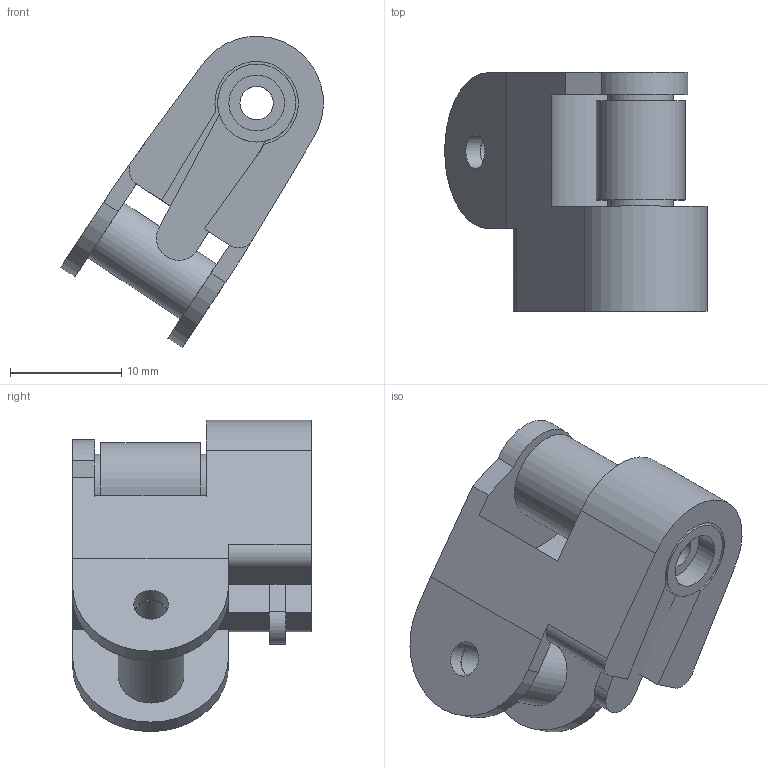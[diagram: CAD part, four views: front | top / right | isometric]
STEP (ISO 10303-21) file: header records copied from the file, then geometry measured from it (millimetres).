
FILE_DESCRIPTION(/* description */ (''),/* implementation_level */ '2;1');
FILE_NAME(/* name */ 'servo_joint2.step',/* time_stamp */ '2025-05-29T20:00:11+07:00',/* author */ (''),/* organization */ (''),/* preprocessor_version */ 'ST-DEVELOPER v20.1',/* originating_system */ 'Autodesk Translation Framework v14.10.0.0',/* authorisation */ '');
FILE_SCHEMA (('AUTOMOTIVE_DESIGN { 1 0 10303 214 3 1 1 }'));
Length unit declared in the file: millimetre
Products named in the file (7): full_V4_doraemon_hand_fix; bush; inner; servo_joint; mounts; bush v1; outer
Assembly tree (6 placements, depth 3):
  full_V4_doraemon_hand_fix
    bush
      inner
    servo_joint
      mounts
    bush v1
      outer
Bounding box: 23.59 x 21.45 x 27.95 mm (x, y, z)
Volume: 3171.4 mm3; surface area: 3827.1 mm2
Topology: 4 solids, 4 shells, 52 faces, 126 edges, 84 vertices
Faces by surface type: plane 30, cylinder 22
Full cylindrical faces by diameter (mm): 3 x3, 3.1 x2, 5 x2, 5.9 x2, 6 x1, 7 x1, 8 x1
Entity records: 1742 total; most frequent: DIRECTION 302, CARTESIAN_POINT 275, ORIENTED_EDGE 252, EDGE_CURVE 126, AXIS2_PLACEMENT_3D 111, VERTEX_POINT 84, LINE 80, VECTOR 80
